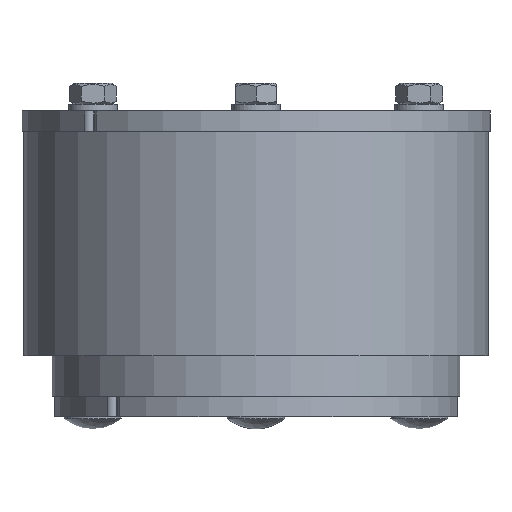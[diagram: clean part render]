
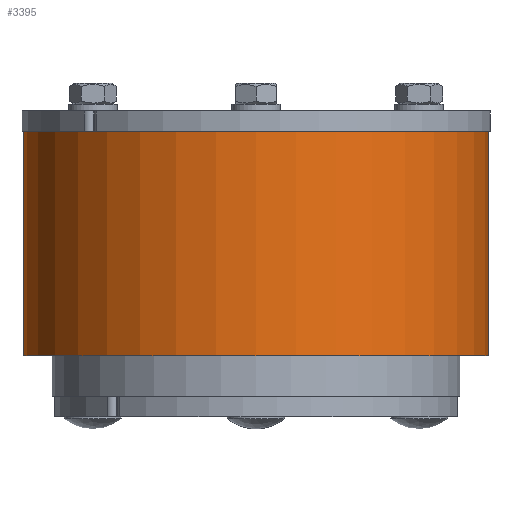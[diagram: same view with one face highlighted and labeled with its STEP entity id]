
A CAD part, front view. The second image highlights one B-rep face of the part: STEP entity #3395.
In plain terms, the highlighted cylindrical face has radius 57 mm (diameter 114 mm), a full revolution.
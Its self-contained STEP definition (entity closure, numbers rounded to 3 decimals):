
#3368=CARTESIAN_POINT('',(0.0,0.0,0.0));
#3369=DIRECTION('',(0.0,0.0,-1.0));
#3370=DIRECTION('',(-1.0,0.0,0.0));
#3371=AXIS2_PLACEMENT_3D('',#3368,#3369,#3370);
#3372=CYLINDRICAL_SURFACE('',#3371,57.0);
#3373=CARTESIAN_POINT('',(57.0,0.,-55.0));
#3374=VERTEX_POINT('',#3373);
#3375=CARTESIAN_POINT('',(0.0,0.0,-55.0));
#3376=DIRECTION('',(0.0,0.0,-1.0));
#3377=DIRECTION('',(-1.0,0.0,0.0));
#3378=AXIS2_PLACEMENT_3D('',#3375,#3376,#3377);
#3379=CIRCLE('',#3378,57.0);
#3380=EDGE_CURVE('',#3374,#3374,#3379,.T.);
#3381=ORIENTED_EDGE('',*,*,#3380,.F.);
#3382=EDGE_LOOP('',(#3381));
#3383=FACE_OUTER_BOUND('',#3382,.T.);
#3384=CARTESIAN_POINT('',(57.0,0.,0.0));
#3385=VERTEX_POINT('',#3384);
#3386=CARTESIAN_POINT('',(0.0,0.0,0.0));
#3387=DIRECTION('',(0.0,0.0,-1.0));
#3388=DIRECTION('',(-1.0,0.0,0.0));
#3389=AXIS2_PLACEMENT_3D('',#3386,#3387,#3388);
#3390=CIRCLE('',#3389,57.0);
#3391=EDGE_CURVE('',#3385,#3385,#3390,.T.);
#3392=ORIENTED_EDGE('',*,*,#3391,.T.);
#3393=EDGE_LOOP('',(#3392));
#3394=FACE_BOUND('',#3393,.T.);
#3395=ADVANCED_FACE('',(#3383,#3394),#3372,.T.);
